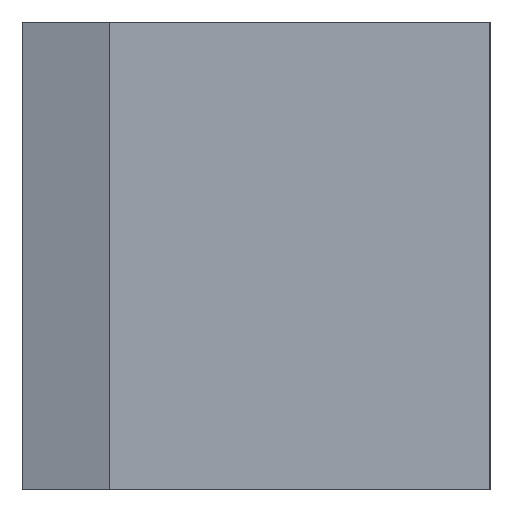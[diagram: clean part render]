
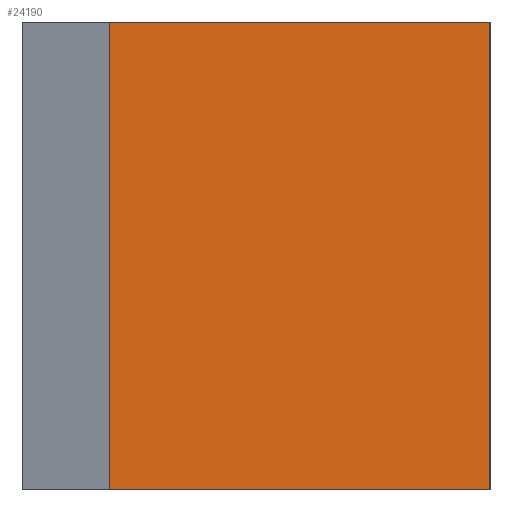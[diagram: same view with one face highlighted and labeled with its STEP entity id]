
A CAD part, left-side view. The second image highlights one B-rep face of the part: STEP entity #24190.
In plain terms, the highlighted planar face has unit normal (-1, 0, 0).
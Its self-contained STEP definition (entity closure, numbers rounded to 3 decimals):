
#3925=DIRECTION('',(0.,-1.,0.));
#3926=VECTOR('',#3925,15.478);
#3927=CARTESIAN_POINT('',(0.,15.478,0.));
#3928=LINE('',#3927,#3926);
#6057=DIRECTION('',(0.,-1.,0.));
#6058=VECTOR('',#6057,15.478);
#6059=CARTESIAN_POINT('',(0.,15.478,19.05));
#6060=LINE('',#6059,#6058);
#10097=DIRECTION('',(0.,0.,1.));
#10098=VECTOR('',#10097,19.05);
#10099=CARTESIAN_POINT('',(0.,0.,0.));
#10100=LINE('',#10099,#10098);
#10101=DIRECTION('',(0.,0.,1.));
#10102=VECTOR('',#10101,19.05);
#10103=CARTESIAN_POINT('',(0.,15.478,0.));
#10104=LINE('',#10103,#10102);
#12425=CARTESIAN_POINT('',(0.,15.478,0.));
#12426=CARTESIAN_POINT('',(0.,0.,0.));
#12427=VERTEX_POINT('',#12425);
#12428=VERTEX_POINT('',#12426);
#12433=CARTESIAN_POINT('',(0.,15.478,19.05));
#12434=CARTESIAN_POINT('',(0.,0.,19.05));
#12435=VERTEX_POINT('',#12433);
#12436=VERTEX_POINT('',#12434);
#24179=CARTESIAN_POINT('',(0.,15.478,0.));
#24180=DIRECTION('',(-1.,0.,0.));
#24181=DIRECTION('',(0.,-1.,0.));
#24182=AXIS2_PLACEMENT_3D('',#24179,#24180,#24181);
#24183=PLANE('',#24182);
#24184=ORIENTED_EDGE('',*,*,#18504,.F.);
#24185=ORIENTED_EDGE('',*,*,#18594,.T.);
#24186=ORIENTED_EDGE('',*,*,#22333,.T.);
#24187=ORIENTED_EDGE('',*,*,#24172,.F.);
#24188=EDGE_LOOP('',(#24184,#24185,#24186,#24187));
#24189=FACE_OUTER_BOUND('',#24188,.F.);
#18504=EDGE_CURVE('',#12427,#12428,#3928,.T.);
#18594=EDGE_CURVE('',#12427,#12435,#10104,.T.);
#22333=EDGE_CURVE('',#12435,#12436,#6060,.T.);
#24172=EDGE_CURVE('',#12428,#12436,#10100,.T.);
#24190=ADVANCED_FACE('',(#24189),#24183,.T.);
